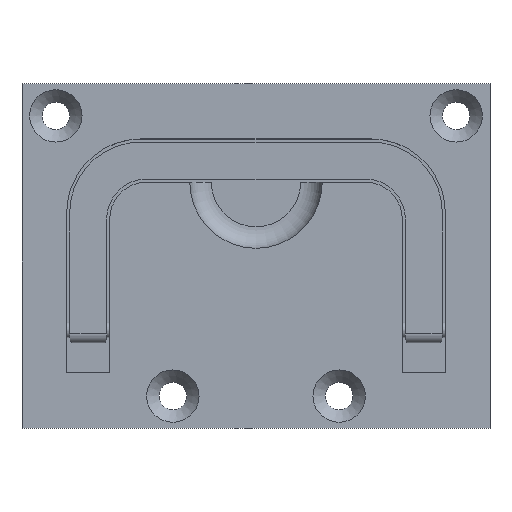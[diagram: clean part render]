
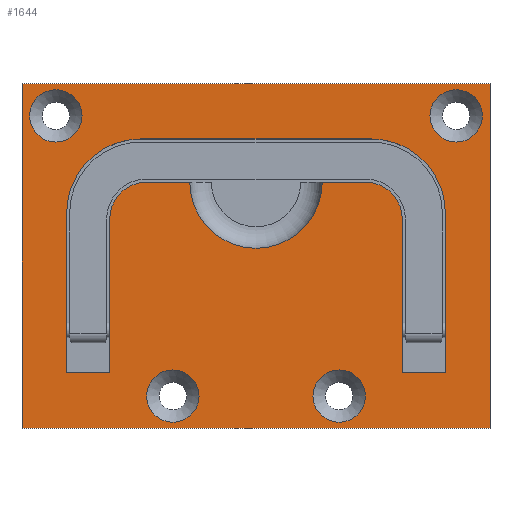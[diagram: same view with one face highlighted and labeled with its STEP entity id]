
A CAD part, top view. The second image highlights one B-rep face of the part: STEP entity #1644.
In plain terms, the highlighted planar face has unit normal (0, 0, 1).
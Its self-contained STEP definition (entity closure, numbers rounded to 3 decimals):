
#82=LINE('',#3066,#196);
#86=LINE('',#3075,#200);
#89=LINE('',#3083,#203);
#92=LINE('',#3091,#206);
#95=LINE('',#3096,#209);
#96=LINE('',#3100,#210);
#100=LINE('',#3109,#214);
#103=LINE('',#3116,#217);
#104=LINE('',#3118,#218);
#106=LINE('',#3124,#220);
#108=LINE('',#3128,#222);
#110=LINE('',#3132,#224);
#112=LINE('',#3135,#226);
#196=VECTOR('',#2203,25.);
#200=VECTOR('',#2213,7.);
#203=VECTOR('',#2222,7.);
#206=VECTOR('',#2231,25.);
#209=VECTOR('',#2236,7.);
#210=VECTOR('',#2239,26.);
#214=VECTOR('',#2249,37.5);
#217=VECTOR('',#2258,26.);
#218=VECTOR('',#2261,7.);
#220=VECTOR('',#2267,56.);
#222=VECTOR('',#2271,76.);
#224=VECTOR('',#2275,56.);
#226=VECTOR('',#2279,76.);
#280=PLANE('',#1833);
#378=FACE_BOUND('',#584,.T.);
#379=FACE_BOUND('',#585,.T.);
#380=FACE_BOUND('',#586,.T.);
#381=FACE_BOUND('',#587,.T.);
#382=FACE_BOUND('',#588,.T.);
#466=FACE_OUTER_BOUND('',#583,.T.);
#583=EDGE_LOOP('',(#1441,#1442,#1443,#1444));
#584=EDGE_LOOP('',(#1445));
#585=EDGE_LOOP('',(#1446));
#586=EDGE_LOOP('',(#1447));
#587=EDGE_LOOP('',(#1448));
#588=EDGE_LOOP('',(#1449,#1450,#1451,#1452,#1453,#1454,#1455,#1456,#1457,
#1458,#1459,#1460,#1461,#1462));
#613=CIRCLE('',#1673,4.25);
#616=CIRCLE('',#1678,4.25);
#619=CIRCLE('',#1683,4.25);
#622=CIRCLE('',#1688,4.25);
#694=CIRCLE('',#1811,6.);
#695=CIRCLE('',#1814,10.75);
#696=CIRCLE('',#1817,6.);
#697=CIRCLE('',#1822,12.);
#698=CIRCLE('',#1825,12.);
#711=VERTEX_POINT('',#2390);
#714=VERTEX_POINT('',#2398);
#717=VERTEX_POINT('',#2406);
#720=VERTEX_POINT('',#2414);
#809=VERTEX_POINT('',#3064);
#810=VERTEX_POINT('',#3065);
#811=VERTEX_POINT('',#3070);
#812=VERTEX_POINT('',#3074);
#813=VERTEX_POINT('',#3078);
#814=VERTEX_POINT('',#3082);
#815=VERTEX_POINT('',#3086);
#816=VERTEX_POINT('',#3090);
#817=VERTEX_POINT('',#3094);
#818=VERTEX_POINT('',#3098);
#819=VERTEX_POINT('',#3099);
#820=VERTEX_POINT('',#3104);
#821=VERTEX_POINT('',#3108);
#822=VERTEX_POINT('',#3112);
#823=VERTEX_POINT('',#3121);
#824=VERTEX_POINT('',#3123);
#825=VERTEX_POINT('',#3127);
#826=VERTEX_POINT('',#3131);
#859=EDGE_CURVE('',#711,#711,#613,.T.);
#862=EDGE_CURVE('',#714,#714,#616,.T.);
#865=EDGE_CURVE('',#717,#717,#619,.T.);
#868=EDGE_CURVE('',#720,#720,#622,.T.);
#1009=EDGE_CURVE('',#809,#810,#82,.T.);
#1012=EDGE_CURVE('',#810,#811,#694,.T.);
#1014=EDGE_CURVE('',#811,#812,#86,.T.);
#1017=EDGE_CURVE('',#812,#813,#695,.T.);
#1018=EDGE_CURVE('',#813,#814,#89,.T.);
#1020=EDGE_CURVE('',#814,#815,#696,.T.);
#1022=EDGE_CURVE('',#815,#816,#92,.T.);
#1025=EDGE_CURVE('',#816,#817,#95,.T.);
#1026=EDGE_CURVE('',#818,#819,#96,.T.);
#1029=EDGE_CURVE('',#820,#818,#697,.T.);
#1031=EDGE_CURVE('',#821,#820,#100,.T.);
#1033=EDGE_CURVE('',#822,#821,#698,.T.);
#1035=EDGE_CURVE('',#817,#822,#103,.T.);
#1036=EDGE_CURVE('',#819,#809,#104,.T.);
#1038=EDGE_CURVE('',#824,#823,#106,.T.);
#1040=EDGE_CURVE('',#825,#824,#108,.T.);
#1042=EDGE_CURVE('',#826,#825,#110,.T.);
#1044=EDGE_CURVE('',#823,#826,#112,.T.);
#1441=ORIENTED_EDGE('',*,*,#1044,.T.);
#1442=ORIENTED_EDGE('',*,*,#1042,.T.);
#1443=ORIENTED_EDGE('',*,*,#1040,.T.);
#1444=ORIENTED_EDGE('',*,*,#1038,.T.);
#1445=ORIENTED_EDGE('',*,*,#859,.T.);
#1446=ORIENTED_EDGE('',*,*,#862,.T.);
#1447=ORIENTED_EDGE('',*,*,#865,.T.);
#1448=ORIENTED_EDGE('',*,*,#868,.T.);
#1449=ORIENTED_EDGE('',*,*,#1026,.T.);
#1450=ORIENTED_EDGE('',*,*,#1036,.T.);
#1451=ORIENTED_EDGE('',*,*,#1009,.T.);
#1452=ORIENTED_EDGE('',*,*,#1012,.T.);
#1453=ORIENTED_EDGE('',*,*,#1014,.T.);
#1454=ORIENTED_EDGE('',*,*,#1017,.T.);
#1455=ORIENTED_EDGE('',*,*,#1018,.T.);
#1456=ORIENTED_EDGE('',*,*,#1020,.T.);
#1457=ORIENTED_EDGE('',*,*,#1022,.T.);
#1458=ORIENTED_EDGE('',*,*,#1025,.T.);
#1459=ORIENTED_EDGE('',*,*,#1035,.T.);
#1460=ORIENTED_EDGE('',*,*,#1033,.T.);
#1461=ORIENTED_EDGE('',*,*,#1031,.T.);
#1462=ORIENTED_EDGE('',*,*,#1029,.T.);
#1644=ADVANCED_FACE('',(#466,#378,#379,#380,#381,#382),#280,.T.);
#1673=AXIS2_PLACEMENT_3D('',#2391,#1876,#1877);
#1678=AXIS2_PLACEMENT_3D('',#2399,#1886,#1887);
#1683=AXIS2_PLACEMENT_3D('',#2407,#1896,#1897);
#1688=AXIS2_PLACEMENT_3D('',#2415,#1906,#1907);
#1811=AXIS2_PLACEMENT_3D('',#3071,#2208,#2209);
#1814=AXIS2_PLACEMENT_3D('',#3080,#2218,#2219);
#1817=AXIS2_PLACEMENT_3D('',#3087,#2226,#2227);
#1822=AXIS2_PLACEMENT_3D('',#3105,#2244,#2245);
#1825=AXIS2_PLACEMENT_3D('',#3113,#2253,#2254);
#1833=AXIS2_PLACEMENT_3D('',#3136,#2280,#2281);
#1876=DIRECTION('center_axis',(0.,0.,-1.));
#1877=DIRECTION('ref_axis',(1.,0.,0.));
#1886=DIRECTION('center_axis',(0.,0.,-1.));
#1887=DIRECTION('ref_axis',(1.,0.,0.));
#1896=DIRECTION('center_axis',(0.,0.,-1.));
#1897=DIRECTION('ref_axis',(1.,0.,0.));
#1906=DIRECTION('center_axis',(0.,0.,-1.));
#1907=DIRECTION('ref_axis',(1.,0.,0.));
#2203=DIRECTION('',(0.,1.,0.));
#2208=DIRECTION('center_axis',(0.,0.,1.));
#2209=DIRECTION('ref_axis',(1.,0.,0.));
#2213=DIRECTION('',(-1.,0.,0.));
#2218=DIRECTION('center_axis',(0.,0.,-1.));
#2219=DIRECTION('ref_axis',(1.,0.,0.));
#2222=DIRECTION('',(-1.,0.,0.));
#2226=DIRECTION('center_axis',(0.,0.,1.));
#2227=DIRECTION('ref_axis',(0.,1.,0.));
#2231=DIRECTION('',(0.,-1.,0.));
#2236=DIRECTION('',(-1.,0.,0.));
#2239=DIRECTION('',(0.,-1.,0.));
#2244=DIRECTION('center_axis',(0.,0.,-1.));
#2245=DIRECTION('ref_axis',(1.,0.,0.));
#2249=DIRECTION('',(1.,0.,0.));
#2253=DIRECTION('center_axis',(0.,0.,-1.));
#2254=DIRECTION('ref_axis',(0.,1.,0.));
#2258=DIRECTION('',(0.,1.,0.));
#2261=DIRECTION('',(-1.,0.,0.));
#2267=DIRECTION('',(0.,-1.,0.));
#2271=DIRECTION('',(-1.,0.,0.));
#2275=DIRECTION('',(0.,1.,0.));
#2279=DIRECTION('',(1.,0.,0.));
#2280=DIRECTION('center_axis',(0.,0.,1.));
#2281=DIRECTION('ref_axis',(1.,0.,0.));
#2390=CARTESIAN_POINT('',(17.75,-22.75,2.5));
#2391=CARTESIAN_POINT('Origin',(13.5,-22.75,2.5));
#2398=CARTESIAN_POINT('',(-28.25,22.75,2.5));
#2399=CARTESIAN_POINT('Origin',(-32.5,22.75,2.5));
#2406=CARTESIAN_POINT('',(36.75,22.75,2.5));
#2407=CARTESIAN_POINT('Origin',(32.5,22.75,2.5));
#2414=CARTESIAN_POINT('',(-9.25,-22.75,2.5));
#2415=CARTESIAN_POINT('Origin',(-13.5,-22.75,2.5));
#3064=CARTESIAN_POINT('',(23.75,-19.,2.5));
#3065=CARTESIAN_POINT('',(23.75,6.,2.5));
#3066=CARTESIAN_POINT('',(23.75,3.,2.5));
#3070=CARTESIAN_POINT('',(17.75,12.,2.5));
#3071=CARTESIAN_POINT('Origin',(17.75,6.,2.5));
#3074=CARTESIAN_POINT('',(10.75,12.,2.5));
#3075=CARTESIAN_POINT('',(5.375,12.,2.5));
#3078=CARTESIAN_POINT('',(-10.75,12.,2.5));
#3080=CARTESIAN_POINT('Origin',(0.,12.,2.5));
#3082=CARTESIAN_POINT('',(-17.75,12.,2.5));
#3083=CARTESIAN_POINT('',(-8.875,12.,2.5));
#3086=CARTESIAN_POINT('',(-23.75,6.,2.5));
#3087=CARTESIAN_POINT('Origin',(-17.75,6.,2.5));
#3090=CARTESIAN_POINT('',(-23.75,-19.,2.5));
#3091=CARTESIAN_POINT('',(-23.75,-9.5,2.5));
#3094=CARTESIAN_POINT('',(-30.75,-19.,2.5));
#3096=CARTESIAN_POINT('',(-11.875,-19.,2.5));
#3098=CARTESIAN_POINT('',(30.75,7.,2.5));
#3099=CARTESIAN_POINT('',(30.75,-19.,2.5));
#3100=CARTESIAN_POINT('',(30.75,3.5,2.5));
#3104=CARTESIAN_POINT('',(18.75,19.,2.5));
#3105=CARTESIAN_POINT('Origin',(18.75,7.,2.5));
#3108=CARTESIAN_POINT('',(-18.75,19.,2.5));
#3109=CARTESIAN_POINT('',(-9.375,19.,2.5));
#3112=CARTESIAN_POINT('',(-30.75,7.,2.5));
#3113=CARTESIAN_POINT('Origin',(-18.75,7.,2.5));
#3116=CARTESIAN_POINT('',(-30.75,-9.5,2.5));
#3118=CARTESIAN_POINT('',(-11.875,-19.,2.5));
#3121=CARTESIAN_POINT('',(-38.,-28.,2.5));
#3123=CARTESIAN_POINT('',(-38.,28.,2.5));
#3124=CARTESIAN_POINT('',(-38.,28.,2.5));
#3127=CARTESIAN_POINT('',(38.,28.,2.5));
#3128=CARTESIAN_POINT('',(38.,28.,2.5));
#3131=CARTESIAN_POINT('',(38.,-28.,2.5));
#3132=CARTESIAN_POINT('',(38.,-28.,2.5));
#3135=CARTESIAN_POINT('',(-38.,-28.,2.5));
#3136=CARTESIAN_POINT('Origin',(0.,0.,2.5));
